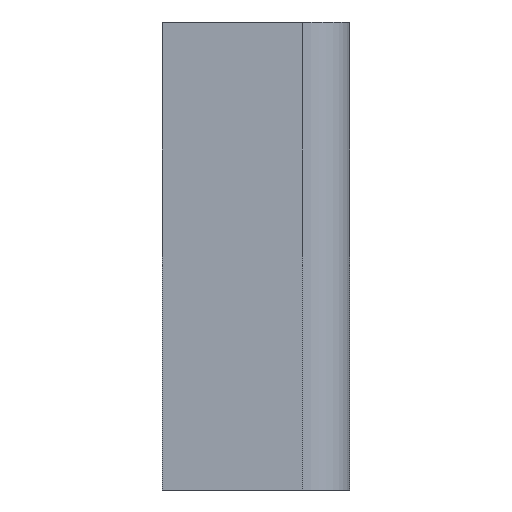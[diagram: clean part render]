
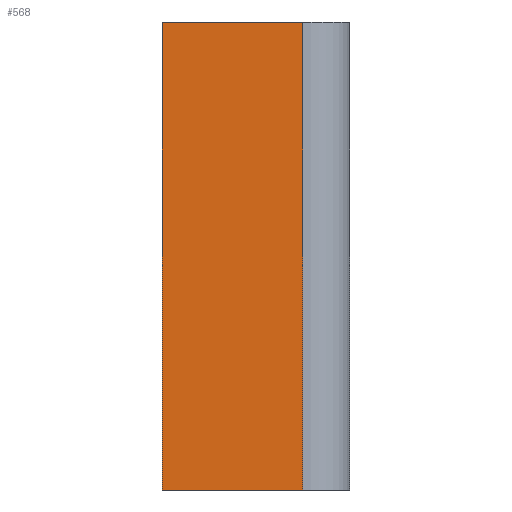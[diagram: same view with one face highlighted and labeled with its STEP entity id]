
A CAD part, left-side view. The second image highlights one B-rep face of the part: STEP entity #568.
In plain terms, the highlighted planar face has unit normal (-1, 0, 0).
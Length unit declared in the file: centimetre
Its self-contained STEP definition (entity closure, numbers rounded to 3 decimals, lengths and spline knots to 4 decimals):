
#154=VERTEX_POINT('',#813);
#155=VERTEX_POINT('',#815);
#156=VERTEX_POINT('',#819);
#157=VERTEX_POINT('',#823);
#210=VECTOR('',#678,1.);
#212=VECTOR('',#684,1.);
#213=VECTOR('',#686,1.);
#214=VECTOR('',#687,1.);
#272=LINE('',#814,#210);
#274=LINE('',#820,#212);
#275=LINE('',#822,#213);
#276=LINE('',#824,#214);
#342=EDGE_CURVE('',#154,#155,#272,.T.);
#345=EDGE_CURVE('',#156,#154,#274,.T.);
#346=EDGE_CURVE('',#156,#157,#275,.T.);
#347=EDGE_CURVE('',#155,#157,#276,.T.);
#449=ORIENTED_EDGE('',*,*,#345,.F.);
#450=ORIENTED_EDGE('',*,*,#346,.T.);
#451=ORIENTED_EDGE('',*,*,#347,.F.);
#452=ORIENTED_EDGE('',*,*,#342,.F.);
#516=EDGE_LOOP('',(#449,#450,#451,#452));
#542=FACE_BOUND('',#516,.T.);
#568=ADVANCED_FACE('',(#542),#850,.T.);
#597=AXIS2_PLACEMENT_3D('',#821,#685,$);
#678=DIRECTION('',(0.,1.,0.));
#684=DIRECTION('',(0.,0.,-1.));
#685=DIRECTION('',(-1.,0.,0.));
#686=DIRECTION('',(0.,1.,0.));
#687=DIRECTION('',(0.,0.,1.));
#813=CARTESIAN_POINT('',(-0.85,0.15,0.));
#814=CARTESIAN_POINT('',(-0.85,0.,0.));
#815=CARTESIAN_POINT('',(-0.85,0.6,0.));
#819=CARTESIAN_POINT('',(-0.85,0.15,1.5));
#820=CARTESIAN_POINT('',(-0.85,0.15,0.));
#821=CARTESIAN_POINT('',(-0.85,0.3,0.));
#822=CARTESIAN_POINT('',(-0.85,0.,1.5));
#823=CARTESIAN_POINT('',(-0.85,0.6,1.5));
#824=CARTESIAN_POINT('',(-0.85,0.6,0.));
#850=PLANE('',#597);
